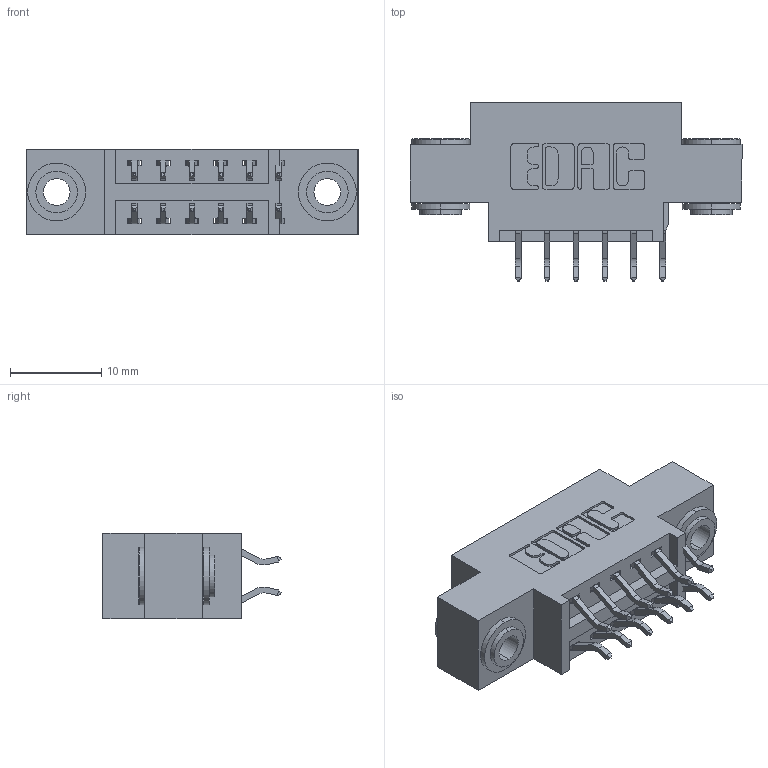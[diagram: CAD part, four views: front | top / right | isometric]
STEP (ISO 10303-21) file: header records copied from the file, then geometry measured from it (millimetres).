
FILE_DESCRIPTION (( 'STEP AP203' ), '1' );
FILE_NAME ('346-012-556-803.STEP', '2022-05-17T20:36:52', ( '' ), ( '' ), 'SwSTEP 2.0', 'SolidWorks 2020', '' );
FILE_SCHEMA (( 'CONFIG_CONTROL_DESIGN' ));
Length unit declared in the file: inch
Products named in the file (4): 345-292-001_556 Tail; 345-250-002_345-250-002-102; 346 Part_0.170 Offset - 0.156 Dia-TH; 346-012-556-803
Assembly tree (15 placements, depth 2):
  346-012-556-803
    346 Part_0.170 Offset - 0.156 Dia-TH
    345-292-001_556 Tail  x12
    345-250-002_345-250-002-102  x2
Bounding box: 36.45 x 19.57 x 9.4 mm (x, y, z)
Volume: 3131.1 mm3; surface area: 4243.3 mm2
Topology: 15 solids, 15 shells, 862 faces, 2487 edges, 1638 vertices
Faces by surface type: plane 562, cylinder 292, cone 8
Entity records: 9726 total; most frequent: CARTESIAN_POINT 1643, ORIENTED_EDGE 1554, DIRECTION 1519, EDGE_CURVE 777, VECTOR 593, LINE 593, VERTEX_POINT 514, AXIS2_PLACEMENT_3D 463
